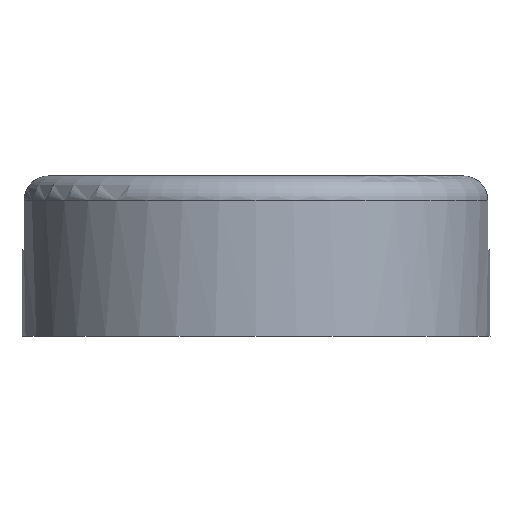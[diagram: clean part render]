
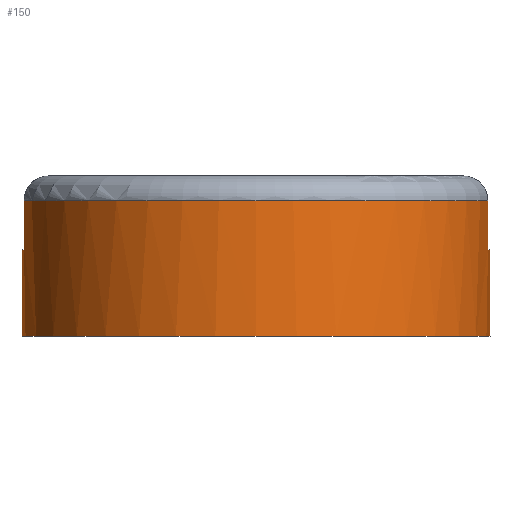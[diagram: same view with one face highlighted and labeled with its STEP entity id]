
A CAD part, left-side view. The second image highlights one B-rep face of the part: STEP entity #150.
In plain terms, the highlighted cylindrical face has radius 1.9 mm (diameter 3.8 mm), a full revolution.
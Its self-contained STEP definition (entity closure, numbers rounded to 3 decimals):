
#21=LINE('',#275,#30);
#22=LINE('',#278,#31);
#23=LINE('',#280,#32);
#24=LINE('',#283,#33);
#25=LINE('',#286,#34);
#30=VECTOR('',#209,0.4);
#31=VECTOR('',#212,0.4);
#32=VECTOR('',#213,1.9);
#33=VECTOR('',#216,0.4);
#34=VECTOR('',#219,0.4);
#39=CYLINDRICAL_SURFACE('',#182,1.9);
#41=FACE_OUTER_BOUND('',#50,.T.);
#50=EDGE_LOOP('',(#110,#111,#112,#113,#114,#115,#116,#117,#118,#119,#120,
#121));
#62=CIRCLE('',#179,1.9);
#64=CIRCLE('',#181,1.9);
#65=CIRCLE('',#183,1.9);
#66=CIRCLE('',#184,1.9);
#67=CIRCLE('',#185,1.9);
#68=CIRCLE('',#186,1.9);
#70=VERTEX_POINT('',#242);
#71=VERTEX_POINT('',#243);
#74=VERTEX_POINT('',#258);
#75=VERTEX_POINT('',#271);
#76=VERTEX_POINT('',#272);
#77=VERTEX_POINT('',#274);
#78=VERTEX_POINT('',#276);
#79=VERTEX_POINT('',#279);
#80=VERTEX_POINT('',#282);
#81=VERTEX_POINT('',#284);
#84=EDGE_CURVE('',#70,#71,#62,.T.);
#88=EDGE_CURVE('',#71,#74,#64,.T.);
#89=EDGE_CURVE('',#75,#76,#65,.T.);
#90=EDGE_CURVE('',#76,#77,#21,.T.);
#91=EDGE_CURVE('',#78,#77,#66,.T.);
#92=EDGE_CURVE('',#78,#70,#22,.T.);
#93=EDGE_CURVE('',#71,#79,#23,.T.);
#94=EDGE_CURVE('',#79,#79,#67,.T.);
#95=EDGE_CURVE('',#74,#80,#24,.T.);
#96=EDGE_CURVE('',#81,#80,#68,.T.);
#97=EDGE_CURVE('',#81,#75,#25,.T.);
#110=ORIENTED_EDGE('',*,*,#89,.T.);
#111=ORIENTED_EDGE('',*,*,#90,.T.);
#112=ORIENTED_EDGE('',*,*,#91,.F.);
#113=ORIENTED_EDGE('',*,*,#92,.T.);
#114=ORIENTED_EDGE('',*,*,#84,.T.);
#115=ORIENTED_EDGE('',*,*,#93,.T.);
#116=ORIENTED_EDGE('',*,*,#94,.T.);
#117=ORIENTED_EDGE('',*,*,#93,.F.);
#118=ORIENTED_EDGE('',*,*,#88,.T.);
#119=ORIENTED_EDGE('',*,*,#95,.T.);
#120=ORIENTED_EDGE('',*,*,#96,.F.);
#121=ORIENTED_EDGE('',*,*,#97,.T.);
#150=ADVANCED_FACE('',(#41),#39,.T.);
#179=AXIS2_PLACEMENT_3D('',#244,#199,#200);
#181=AXIS2_PLACEMENT_3D('',#269,#203,#204);
#182=AXIS2_PLACEMENT_3D('',#270,#205,#206);
#183=AXIS2_PLACEMENT_3D('',#273,#207,#208);
#184=AXIS2_PLACEMENT_3D('',#277,#210,#211);
#185=AXIS2_PLACEMENT_3D('',#281,#214,#215);
#186=AXIS2_PLACEMENT_3D('',#285,#217,#218);
#199=DIRECTION('center_axis',(0.,0.,-1.));
#200=DIRECTION('ref_axis',(1.,0.,0.));
#203=DIRECTION('center_axis',(0.,0.,-1.));
#204=DIRECTION('ref_axis',(1.,0.,0.));
#205=DIRECTION('center_axis',(0.,0.,1.));
#206=DIRECTION('ref_axis',(1.,0.,0.));
#207=DIRECTION('center_axis',(0.,0.,-1.));
#208=DIRECTION('ref_axis',(1.,0.,0.));
#209=DIRECTION('',(0.,0.,-1.));
#210=DIRECTION('center_axis',(0.,0.,1.));
#211=DIRECTION('ref_axis',(1.,0.,0.));
#212=DIRECTION('',(0.,0.,1.));
#213=DIRECTION('',(0.,0.,-1.));
#214=DIRECTION('center_axis',(0.,0.,1.));
#215=DIRECTION('ref_axis',(1.,0.,0.));
#216=DIRECTION('',(0.,0.,-1.));
#217=DIRECTION('center_axis',(0.,0.,1.));
#218=DIRECTION('ref_axis',(1.,0.,0.));
#219=DIRECTION('',(0.,0.,1.));
#242=CARTESIAN_POINT('',(-0.25,-1.883,1.1));
#243=CARTESIAN_POINT('',(-1.9,0.,1.1));
#244=CARTESIAN_POINT('Origin',(0.,0.,1.1));
#258=CARTESIAN_POINT('',(-0.25,1.883,1.1));
#269=CARTESIAN_POINT('Origin',(0.,0.,1.1));
#270=CARTESIAN_POINT('Origin',(0.,0.,0.));
#271=CARTESIAN_POINT('',(0.25,1.883,1.1));
#272=CARTESIAN_POINT('',(0.25,-1.883,1.1));
#273=CARTESIAN_POINT('Origin',(0.,0.,1.1));
#274=CARTESIAN_POINT('',(0.25,-1.883,0.7));
#275=CARTESIAN_POINT('',(0.25,-1.883,1.1));
#276=CARTESIAN_POINT('',(-0.25,-1.883,0.7));
#277=CARTESIAN_POINT('Origin',(0.,0.,0.7));
#278=CARTESIAN_POINT('',(-0.25,-1.883,0.7));
#279=CARTESIAN_POINT('',(-1.9,0.,0.));
#280=CARTESIAN_POINT('',(-1.9,0.,0.));
#281=CARTESIAN_POINT('Origin',(0.,0.,0.));
#282=CARTESIAN_POINT('',(-0.25,1.883,0.7));
#283=CARTESIAN_POINT('',(-0.25,1.883,1.1));
#284=CARTESIAN_POINT('',(0.25,1.883,0.7));
#285=CARTESIAN_POINT('Origin',(0.,0.,0.7));
#286=CARTESIAN_POINT('',(0.25,1.883,0.7));
